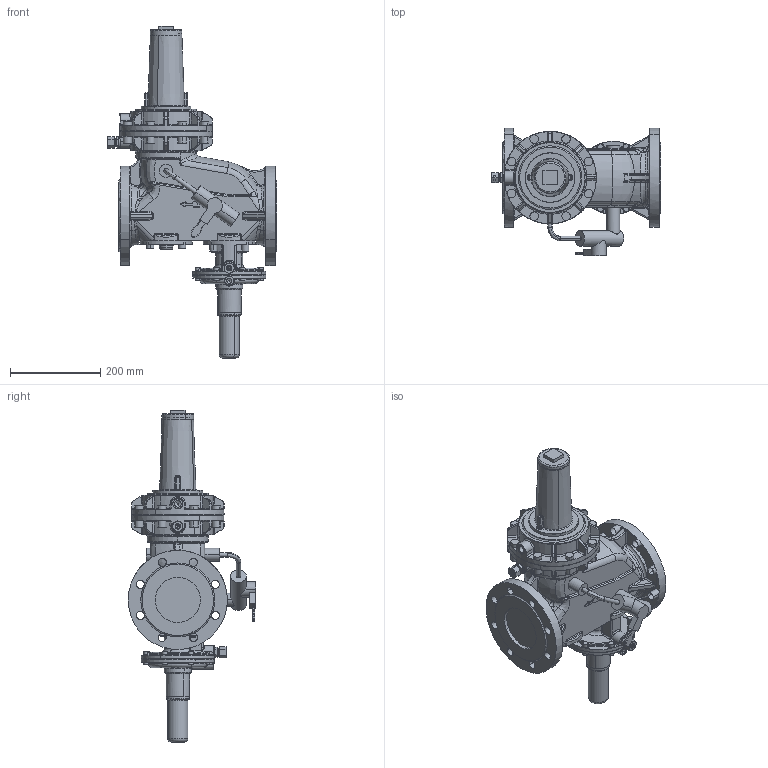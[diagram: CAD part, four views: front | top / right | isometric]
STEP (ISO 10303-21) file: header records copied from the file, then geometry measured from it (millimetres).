
FILE_DESCRIPTION(('CATIA V5 STEP'),'2;1');
FILE_NAME('RS 250 DN 100-205-links.stp','2014-03-28T09:14:33+00:00',('none'),('none'),'CATIA Version 5 Release 19 SP 9 (IN-10)','CATIA V5 STEP AP203 Edition 2','none');
FILE_SCHEMA(('AP203_CONFIGURATION_CONTROLLED_3D_DESIGN_OF_MECHANICAL_PARTS_AND_ASSEMBLIES_MIM_LF { 1 0 10303 403 2 1 2}'));
Products named in the file (1): Product1_AllCATPart
Bounding box: 375.3 x 282.97 x 736 mm (x, y, z)
Volume: 12553895.2 mm3; surface area: 668396.6 mm2
Topology: 1 solids, 11 shells, 2001 faces, 4882 edges, 2827 vertices
Faces by surface type: cylinder 711, torus 422, bspline 386, plane 302, cone 90, sphere 83, extrusion 4, revolution 3
Entity records: 84904 total; most frequent: CARTESIAN_POINT 44903, ORIENTED_EDGE 9520, DIRECTION 5749, EDGE_CURVE 4760, AXIS2_PLACEMENT_3D 3345, VERTEX_POINT 2827, EDGE_LOOP 2091, CIRCLE 2064
